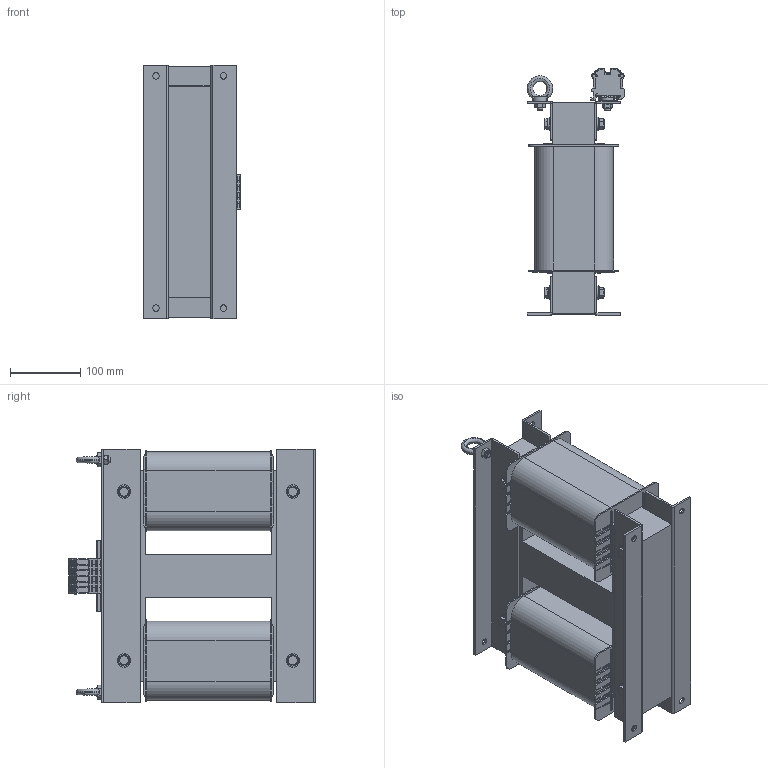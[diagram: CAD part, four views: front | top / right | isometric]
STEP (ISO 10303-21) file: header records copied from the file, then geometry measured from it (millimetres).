
FILE_DESCRIPTION(/* description */ (''),/* implementation_level */ '2;1');
FILE_NAME(/* name */ 'YZV02635400.stp',/* time_stamp */ '2023-03-31T11:28:40+02:00',/* author */ ('velazquez'),/* organization */ ('MANUMAG'),/* preprocessor_version */ 'ST-DEVELOPER v19.2',/* originating_system */ 'Autodesk Inventor 2023',/* authorisation */ '');
FILE_SCHEMA (('AUTOMOTIVE_DESIGN { 1 0 10303 214 3 1 1 }'));
Length unit declared in the file: millimetre
Products named in the file (12): YZV02635400; UI 180 - 60 (300x300); UI 180_60_BOBINADO; RC60 NT060; centrador M8; DIN 933 - M8  x 80; DIN 125 - A 8,4; DIN 580 - M8; DIN 934 - M8; carril 4 agujeros; FICHA 10; FICHA 10 AM_VE
Assembly tree (42 placements, depth 2):
  YZV02635400
    UI 180 - 60 (300x300)
    UI 180_60_BOBINADO  x2
    RC60 NT060  x4
    centrador M8  x8
    DIN 933 - M8  x 80  x4
    DIN 125 - A 8,4  x8
    DIN 934 - M8  x6
    DIN 580 - M8  x2
    carril 4 agujeros
    FICHA 10  x5
    FICHA 10 AM_VE
Bounding box: 138.43 x 350.79 x 360 mm (x, y, z)
Volume: 7530137.9 mm3; surface area: 1086654.9 mm2
Topology: 42 solids, 48 shells, 2562 faces, 6910 edges, 4507 vertices
Faces by surface type: plane 1788, cylinder 614, cone 98, torus 54, bspline 8
Full cylindrical faces by diameter (mm): 2.4 x12, 2.5 x12, 2.75 x12, 5.7 x12, 6.647 x6, 7 x2, 7.323 x4, 8 x14, 8.4 x8, 9 x8, 9.6 x8, 10.5 x8, 11 x4, 11.4 x4, 16 x8, 19 x8
Entity records: 31561 total; most frequent: CARTESIAN_POINT 5826, ORIENTED_EDGE 5178, DIRECTION 5078, EDGE_CURVE 2589, LINE 2018, VECTOR 2018, VERTEX_POINT 1685, AXIS2_PLACEMENT_3D 1530
